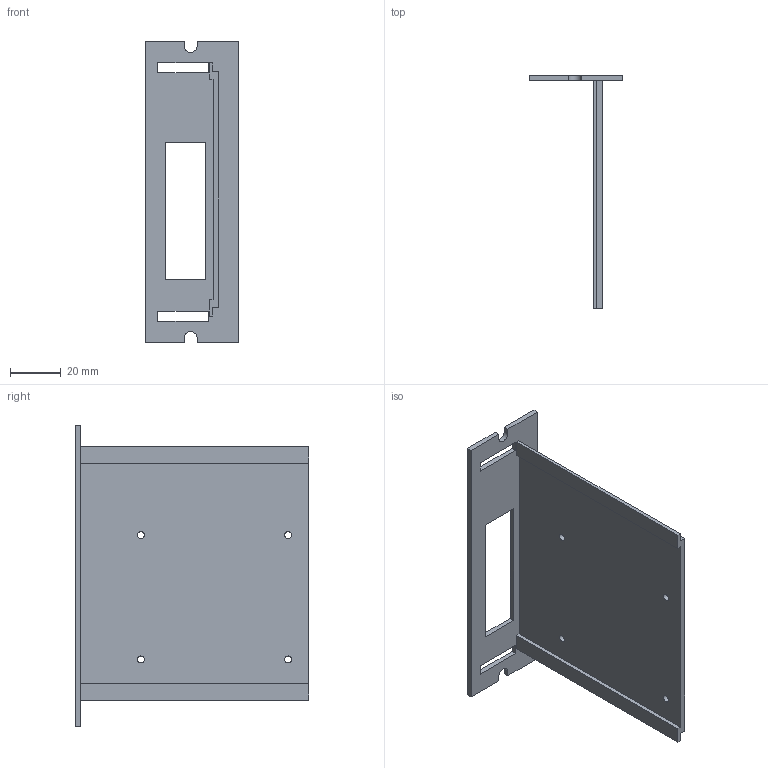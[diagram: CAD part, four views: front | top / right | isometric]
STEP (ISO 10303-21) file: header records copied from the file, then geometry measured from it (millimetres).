
FILE_DESCRIPTION(/* description */ (''),/* implementation_level */ '2;1');
FILE_NAME(/* name */ 'Slot.stp',/* time_stamp */ '2018-08-06T09:23:28-07:00',/* author */ ('Jorian Bruslind'),/* organization */ (''),/* preprocessor_version */ 'ST-DEVELOPER v16.1',/* originating_system */ 'Autodesk Inventor 2016',/* authorisation */ '');
FILE_SCHEMA (('AUTOMOTIVE_DESIGN { 1 0 10303 214 3 1 1 }'));
Length unit declared in the file: millimetre
Products named in the file (1): Slot
Bounding box: 37 x 92 x 119 mm (x, y, z)
Volume: 26646.1 mm3; surface area: 26730.7 mm2
Topology: 1 solids, 1 shells, 43 faces, 120 edges, 80 vertices
Faces by surface type: plane 37, cylinder 6
Full cylindrical faces by diameter (mm): 2.75 x4
Entity records: 1398 total; most frequent: CARTESIAN_POINT 240, ORIENTED_EDGE 232, DIRECTION 216, EDGE_CURVE 116, LINE 104, VECTOR 104, VERTEX_POINT 80, EDGE_LOOP 62
